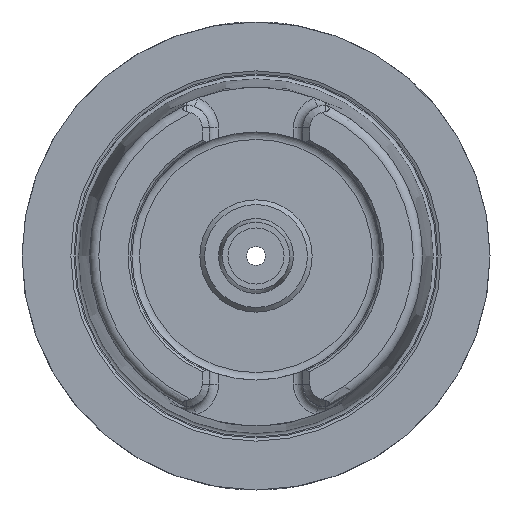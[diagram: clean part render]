
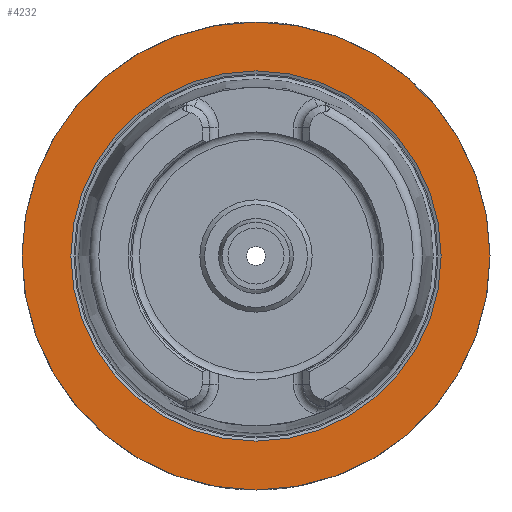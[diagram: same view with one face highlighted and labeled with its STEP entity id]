
A CAD part, left-side view. The second image highlights one B-rep face of the part: STEP entity #4232.
In plain terms, the highlighted planar face has unit normal (-1, 0, 0).
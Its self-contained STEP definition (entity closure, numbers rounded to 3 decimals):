
#1672=CARTESIAN_POINT('',(0.,50.0,0.0));
#1673=VERTEX_POINT('',#1672);
#1674=CARTESIAN_POINT('',(0.,0.,0.0));
#1675=DIRECTION('',(1.0,0.0,0.0));
#1676=DIRECTION('',(0.0,1.0,0.0));
#1677=AXIS2_PLACEMENT_3D('',#1674,#1675,#1676);
#1678=CIRCLE('',#1677,50.0);
#1679=EDGE_CURVE('',#1673,#1673,#1678,.T.);
#4206=CARTESIAN_POINT('',(0.,39.55,0.0));
#4207=VERTEX_POINT('',#4206);
#4208=CARTESIAN_POINT('',(0.,0.,0.0));
#4209=DIRECTION('',(1.0,0.0,0.0));
#4210=DIRECTION('',(0.0,1.0,0.0));
#4211=AXIS2_PLACEMENT_3D('',#4208,#4209,#4210);
#4212=CIRCLE('',#4211,39.55);
#4213=EDGE_CURVE('',#4207,#4207,#4212,.T.);
#4221=CARTESIAN_POINT('',(0.,44.775,0.0));
#4222=DIRECTION('',(-1.0,0.0,0.0));
#4223=DIRECTION('',(0.0,0.0,1.0));
#4224=AXIS2_PLACEMENT_3D('',#4221,#4222,#4223);
#4225=PLANE('',#4224);
#4226=ORIENTED_EDGE('',*,*,#1679,.F.);
#4227=EDGE_LOOP('',(#4226));
#4228=FACE_OUTER_BOUND('',#4227,.T.);
#4229=ORIENTED_EDGE('',*,*,#4213,.T.);
#4230=EDGE_LOOP('',(#4229));
#4231=FACE_BOUND('',#4230,.T.);
#4232=ADVANCED_FACE('',(#4228,#4231),#4225,.T.);
